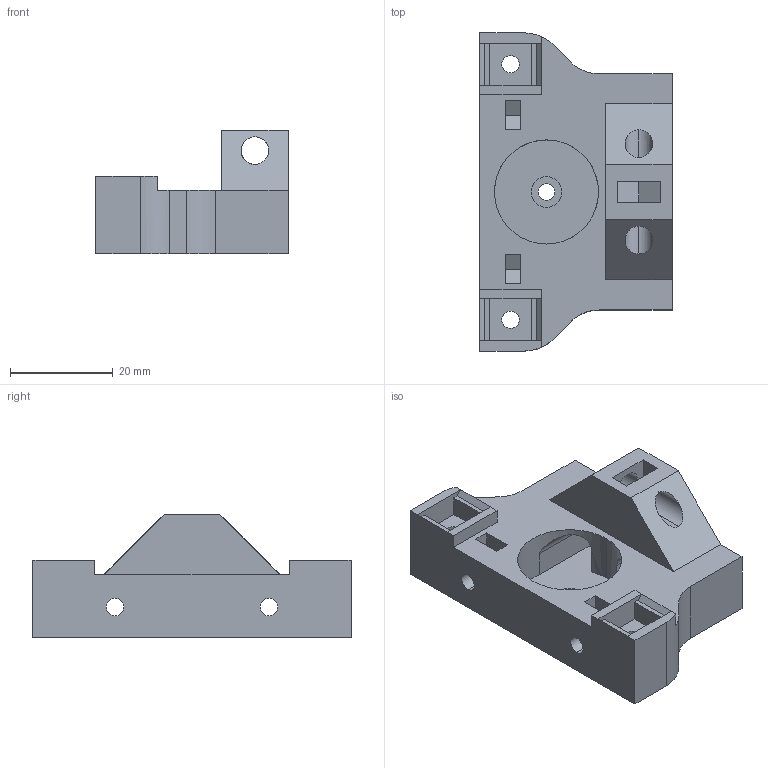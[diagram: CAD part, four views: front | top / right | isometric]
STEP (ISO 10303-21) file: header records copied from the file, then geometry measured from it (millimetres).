
FILE_DESCRIPTION (( 'STEP AP214' ), '1' );
FILE_NAME ('x-idler-bracket.STEP', '2011-09-01T23:14:56', ( 'Owner' ), ( '22ndstreetcomputers.com' ), 'SwSTEP 2.0', 'SolidWorks 2010', '' );
FILE_SCHEMA (( 'AUTOMOTIVE_DESIGN' ));
Length unit declared in the file: millimetre
Products named in the file (1): x-idler-bracket
Bounding box: 37.5 x 62 x 24.15 mm (x, y, z)
Volume: 20171.2 mm3; surface area: 10855.9 mm2
Topology: 1 solids, 1 shells, 112 faces, 297 edges, 190 vertices
Faces by surface type: plane 80, cylinder 32
Entity records: 3591 total; most frequent: CARTESIAN_POINT 682, DIRECTION 595, ORIENTED_EDGE 594, EDGE_CURVE 297, VECTOR 213, LINE 213, AXIS2_PLACEMENT_3D 191, VERTEX_POINT 190
